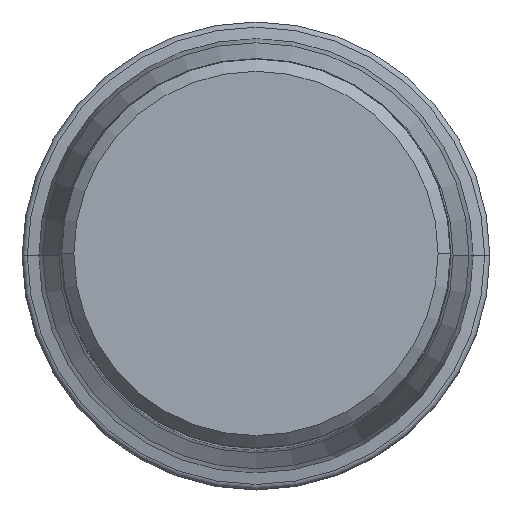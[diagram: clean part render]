
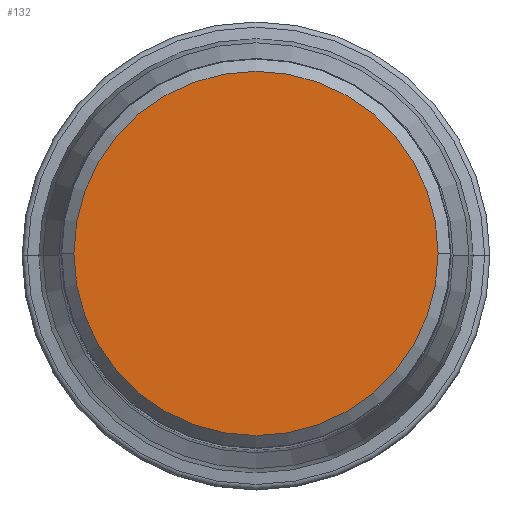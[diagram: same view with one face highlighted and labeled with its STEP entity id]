
A CAD part, top view. The second image highlights one B-rep face of the part: STEP entity #132.
In plain terms, the highlighted planar face has unit normal (0, 0, 1).
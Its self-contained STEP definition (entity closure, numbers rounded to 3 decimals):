
#43=PLANE('',#1283);
#132=ADVANCED_FACE('',(#209),#43,.F.);
#209=FACE_OUTER_BOUND('',#277,.T.);
#277=EDGE_LOOP('',(#431,#432));
#431=ORIENTED_EDGE('',*,*,#761,.T.);
#432=ORIENTED_EDGE('',*,*,#762,.T.);
#649=VERTEX_POINT('',#2033);
#650=VERTEX_POINT('',#2034);
#761=EDGE_CURVE('',#649,#650,#914,.T.);
#762=EDGE_CURVE('',#650,#649,#915,.T.);
#914=CIRCLE('',#1281,14.836);
#915=CIRCLE('',#1282,14.836);
#1281=AXIS2_PLACEMENT_3D('',#2032,#1590,#1591);
#1282=AXIS2_PLACEMENT_3D('',#2035,#1592,#1593);
#1283=AXIS2_PLACEMENT_3D('',#2036,#1594,#1595);
#1590=DIRECTION('',(0.,0.,1.));
#1591=DIRECTION('',(-1.,0.,0.));
#1592=DIRECTION('',(0.,0.,1.));
#1593=DIRECTION('',(1.,0.,0.));
#1594=DIRECTION('',(0.,0.,-1.));
#1595=DIRECTION('',(1.,0.,0.));
#2032=CARTESIAN_POINT('',(0.,0.,0.));
#2033=CARTESIAN_POINT('',(-14.836,0.,0.));
#2034=CARTESIAN_POINT('',(14.836,0.,0.));
#2035=CARTESIAN_POINT('',(0.,0.,0.));
#2036=CARTESIAN_POINT('',(0.,0.,0.));
